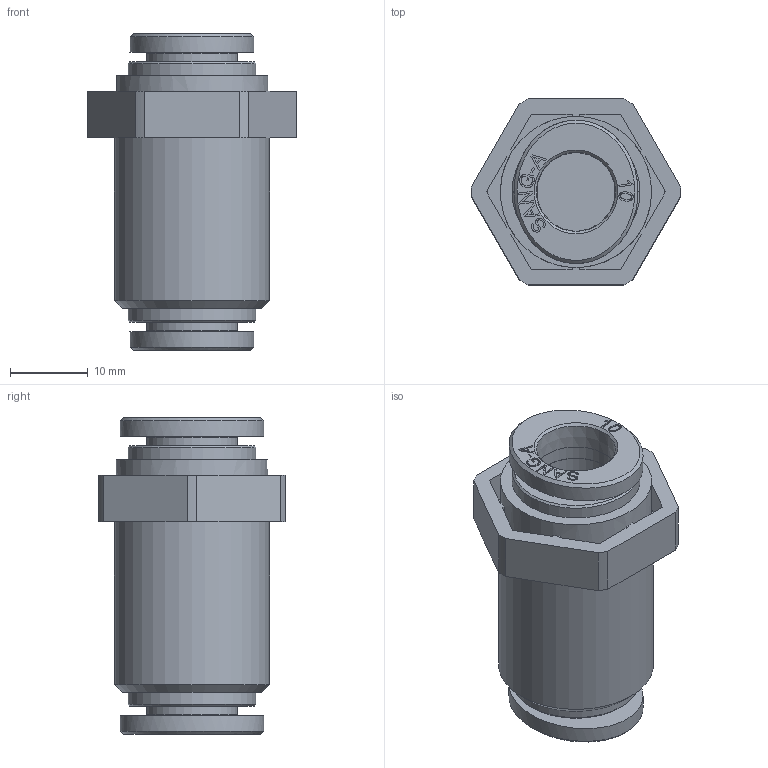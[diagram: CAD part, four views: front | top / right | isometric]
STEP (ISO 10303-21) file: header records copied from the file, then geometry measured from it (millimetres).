
FILE_DESCRIPTION((''),'2;1');
FILE_NAME('HR-PPM 10.stp','2020-03-19T17:13:30',('user'),(''),'Autodesk Inventor 2013','Autodesk Inventor 2013','');
FILE_SCHEMA(('AUTOMOTIVE_DESIGN { 1 0 10303 214 1 1 1 1 }'));
Length unit declared in the file: millimetre
Products named in the file (5): 조립품2 (세부 수준1); HR-PPM 10 BODY; HR-COLLAR 10; HR-Collar 10L(SUS); HR-SLEEVE 10
Assembly tree (5 placements, depth 3):
  조립품2 (세부 수준1)
    HR-PPM 10 BODY
    HR-COLLAR 10  x2
      HR-Collar 10L(SUS)
      HR-SLEEVE 10
Bounding box: 27 x 24 x 40.8 mm (x, y, z)
Volume: 9173 mm3; surface area: 6348.5 mm2
Topology: 5 solids, 5 shells, 279 faces, 718 edges, 477 vertices
Faces by surface type: plane 172, bspline 82, cylinder 16, cone 9
Full cylindrical faces by diameter (mm): 10.15 x2, 10.2 x2, 11.7 x2, 16.5 x2, 19.5 x1, 20 x1
Entity records: 5425 total; most frequent: CARTESIAN_POINT 1518, ORIENTED_EDGE 826, DIRECTION 647, EDGE_CURVE 413, VECTOR 289, LINE 289, VERTEX_POINT 282, EDGE_LOOP 199
